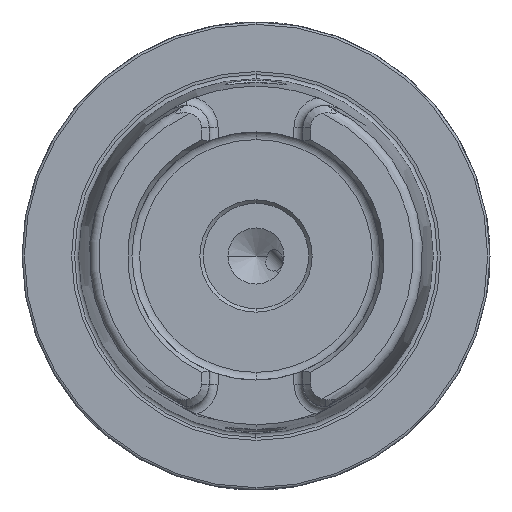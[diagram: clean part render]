
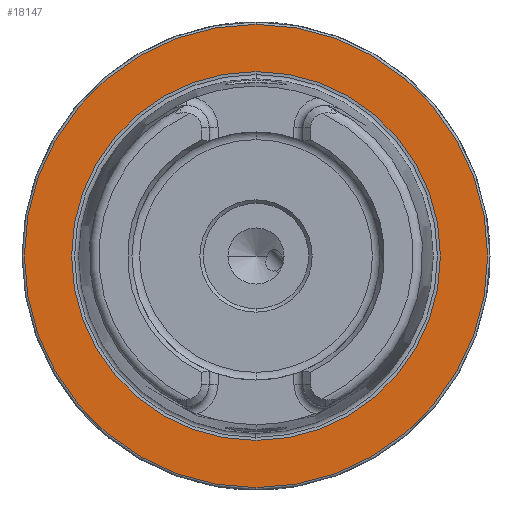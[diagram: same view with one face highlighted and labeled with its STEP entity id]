
A CAD part, left-side view. The second image highlights one B-rep face of the part: STEP entity #18147.
In plain terms, the highlighted planar face has unit normal (-1, 0, 0).
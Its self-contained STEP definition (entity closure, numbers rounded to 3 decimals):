
#462 = ORIENTED_EDGE ( 'NONE', *, *, #4317, .F. ) ;
#463 = ORIENTED_EDGE ( 'NONE', *, *, #3760, .F. ) ;
#464 = ORIENTED_EDGE ( 'NONE', *, *, #3756, .T. ) ;
#465 = ORIENTED_EDGE ( 'NONE', *, *, #4318, .T. ) ;
#938 = VERTEX_POINT ( 'NONE', #17494 ) ;
#943 = VERTEX_POINT ( 'NONE', #17490 ) ;
#945 = VERTEX_POINT ( 'NONE', #17488 ) ;
#952 = VERTEX_POINT ( 'NONE', #17159 ) ;
#1273 = EDGE_LOOP ( 'NONE', ( #462, #463 ) ) ;
#1297 = EDGE_LOOP ( 'NONE', ( #464, #465 ) ) ;
#3756 = EDGE_CURVE ( 'NONE', #952, #945, #8812, .T. ) ;
#3760 = EDGE_CURVE ( 'NONE', #938, #943, #8815, .T. ) ;
#4317 = EDGE_CURVE ( 'NONE', #943, #938, #10923, .T. ) ;
#4318 = EDGE_CURVE ( 'NONE', #945, #952, #10924, .T. ) ;
#5050 = AXIS2_PLACEMENT_3D ( 'NONE', #8288, #8289, #8290 ) ;
#5053 = AXIS2_PLACEMENT_3D ( 'NONE', #8299, #8300, #8301 ) ;
#8288 = CARTESIAN_POINT ( 'NONE',  ( 0., 0., 0. ) ) ;
#8289 = DIRECTION ( 'NONE',  ( -1., 0., 0. ) ) ;
#8290 = DIRECTION ( 'NONE',  ( 0., 0., 1. ) ) ;
#8299 = CARTESIAN_POINT ( 'NONE',  ( 0., 0., 0. ) ) ;
#8300 = DIRECTION ( 'NONE',  ( -1., 0., 0. ) ) ;
#8301 = DIRECTION ( 'NONE',  ( 0., 0., 1. ) ) ;
#8812 = CIRCLE ( 'NONE', #5050, 49.5 ) ;
#8815 = CIRCLE ( 'NONE', #5053, 39.405 ) ;
#9135 = AXIS2_PLACEMENT_3D ( 'NONE', #10300, #10301, #10302 ) ;
#9136 = AXIS2_PLACEMENT_3D ( 'NONE', #10303, #10304, #10305 ) ;
#10300 = CARTESIAN_POINT ( 'NONE',  ( 0., 0., 0. ) ) ;
#10301 = DIRECTION ( 'NONE',  ( -1., 0., 0. ) ) ;
#10302 = DIRECTION ( 'NONE',  ( 0., 0., 1. ) ) ;
#10303 = CARTESIAN_POINT ( 'NONE',  ( 0., 0., 0. ) ) ;
#10304 = DIRECTION ( 'NONE',  ( -1., 0., 0. ) ) ;
#10305 = DIRECTION ( 'NONE',  ( 0., 0., 1. ) ) ;
#10923 = CIRCLE ( 'NONE', #9135, 39.405 ) ;
#10924 = CIRCLE ( 'NONE', #9136, 49.5 ) ;
#14666 = AXIS2_PLACEMENT_3D ( 'NONE', #15150, #15141, #15153 ) ;
#15141 = DIRECTION ( 'NONE',  ( 1., 0., 0. ) ) ;
#15150 = CARTESIAN_POINT ( 'NONE',  ( 0., 49.5, 0. ) ) ;
#15151 = PLANE ( 'NONE',  #14666 ) ;
#15153 = DIRECTION ( 'NONE',  ( 0., 0., -1. ) ) ;
#15950 = FACE_OUTER_BOUND ( 'NONE', #1297, .T. ) ;
#15953 = FACE_BOUND ( 'NONE', #1273, .T. ) ;
#17159 = CARTESIAN_POINT ( 'NONE',  ( 0., 0., 49.5 ) ) ;
#17488 = CARTESIAN_POINT ( 'NONE',  ( 0., 0., -49.5 ) ) ;
#17490 = CARTESIAN_POINT ( 'NONE',  ( 0., 0., 39.405 ) ) ;
#17494 = CARTESIAN_POINT ( 'NONE',  ( 0., 0., -39.405 ) ) ;
#18147 = ADVANCED_FACE ( 'NONE', ( #15953, #15950 ), #15151, .F. ) ;
